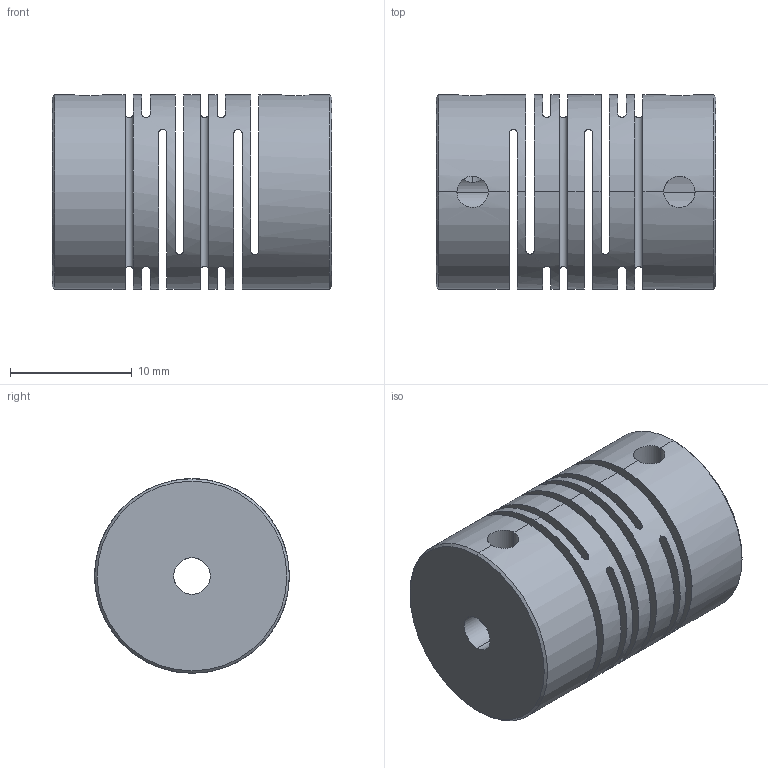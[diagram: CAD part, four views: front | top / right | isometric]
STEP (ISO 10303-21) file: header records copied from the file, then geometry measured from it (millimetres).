
FILE_DESCRIPTION (( 'STEP AP214' ), '1' );
FILE_NAME ('1746183691112.step', '2025-05-02T10:51:23', ( 'EC2' ), ( 'Amazon.com' ), 'FaSTEP 2.0', 'Forface 3D 2020', '' );
FILE_SCHEMA (( 'AUTOMOTIVE_DESIGN' ));
Length unit declared in the file: millimetre
Products named in the file (1): 1746183691112
Bounding box: 23 x 16 x 16 mm (x, y, z)
Volume: 3023.1 mm3; surface area: 4099.1 mm2
Topology: 1 solids, 1 shells, 64 faces, 189 edges, 122 vertices
Faces by surface type: cylinder 42, plane 18, cone 4
Entity records: 2704 total; most frequent: CARTESIAN_POINT 913, ORIENTED_EDGE 378, DIRECTION 364, EDGE_CURVE 189, AXIS2_PLACEMENT_3D 149, VERTEX_POINT 122, EDGE_LOOP 85, CIRCLE 84
